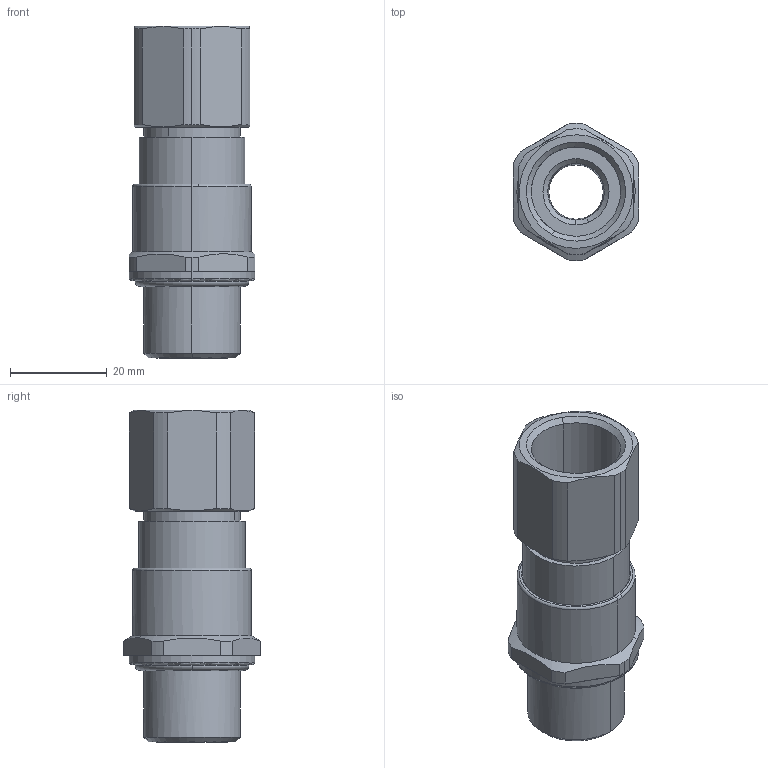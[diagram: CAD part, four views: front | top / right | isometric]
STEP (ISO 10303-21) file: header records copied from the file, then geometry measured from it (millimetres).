
FILE_DESCRIPTION(('CATIA V5 STEP Exchange','CAx-IF Rec.Pracs.--- Model Styling and Organization---1.4--- 2014-01-23'),'2;1');
FILE_NAME ('453788-2_1_1205090000_1205090000.stp','2020-12-18T01:59:41+00:00',('none'),('Weidmueller'),'CATIA Version 5-6 Release 2016 SP3 HF44','CATIA V5 STEP AP214','none');
FILE_SCHEMA(('AUTOMOTIVE_DESIGN { 1 0 10303 214 1 1 1 1 }'));
Length unit declared in the file: millimetre
Products named in the file (1): A2LC_20S-M20-M20F-WM
Bounding box: 26 x 28.5 x 68.75 mm (x, y, z)
Volume: 18832.6 mm3; surface area: 12207.8 mm2
Topology: 3 solids, 3 shells, 125 faces, 309 edges, 196 vertices
Faces by surface type: cylinder 42, cone 30, plane 30, torus 23
Entity records: 3675 total; most frequent: CARTESIAN_POINT 814, ORIENTED_EDGE 618, DIRECTION 494, EDGE_CURVE 309, AXIS2_PLACEMENT_3D 291, VERTEX_POINT 196, CIRCLE 182, EDGE_LOOP 137
